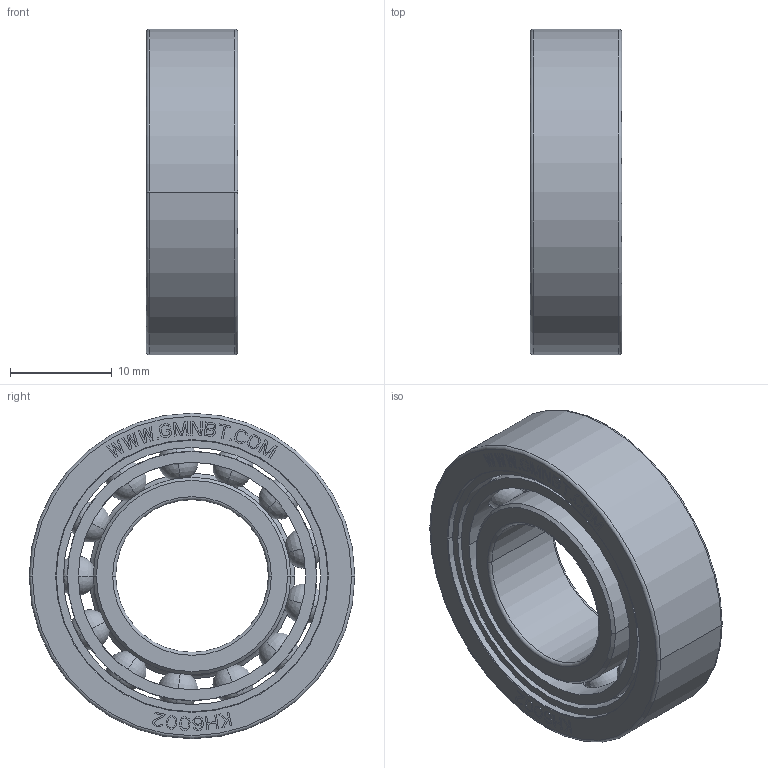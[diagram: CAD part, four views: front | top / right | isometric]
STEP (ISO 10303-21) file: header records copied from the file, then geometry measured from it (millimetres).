
FILE_DESCRIPTION((''),'2;1');
FILE_NAME('KH6002_PRT','2014-11-17T',('sales 4'),(''),'PRO/ENGINEER BY PARAMETRIC TECHNOLOGY CORPORATION, 2013150','PRO/ENGINEER BY PARAMETRIC TECHNOLOGY CORPORATION, 2013150','');
FILE_SCHEMA(('AUTOMOTIVE_DESIGN { 1 0 10303 214 1 1 1 1 }'));
Length unit declared in the file: millimetre
Products named in the file (1): KH6002_PRT
Bounding box: 9.01 x 32 x 32 mm (x, y, z)
Volume: 4242.8 mm3; surface area: 5121.8 mm2
Topology: 16 solids, 16 shells, 583 faces, 1628 edges, 1050 vertices
Faces by surface type: plane 491, cylinder 44, sphere 26, torus 12, cone 10
Entity records: 25622 total; most frequent: CARTESIAN_POINT 5713, ORIENTED_EDGE 3152, DIRECTION 2784, PRESENTATION_STYLE_ASSIGNMENT 1617, STYLED_ITEM 1592, CURVE_STYLE 1576, EDGE_CURVE 1576, VECTOR 1430
